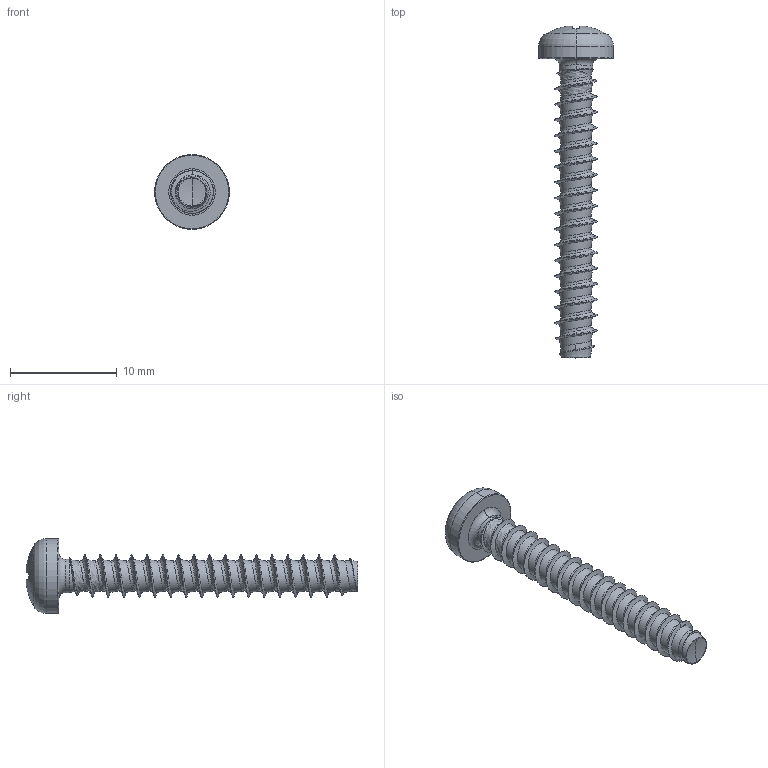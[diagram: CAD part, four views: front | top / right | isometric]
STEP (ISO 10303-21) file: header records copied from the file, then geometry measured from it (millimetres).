
FILE_DESCRIPTION (( 'STEP AP203' ), '1' );
FILE_NAME ('STP320400280.STEP', '2020-09-03T17:06:43', ( '' ), ( '' ), 'SwSTEP 2.0', 'SolidWorks 2015', '' );
FILE_SCHEMA (( 'CONFIG_CONTROL_DESIGN' ));
Length unit declared in the file: millimetre
Products named in the file (2): STP320400280
Bounding box: 7 x 31.05 x 7 mm (x, y, z)
Volume: 293.7 mm3; surface area: 542.7 mm2
Topology: 1 solids, 1 shells, 197 faces, 463 edges, 268 vertices
Faces by surface type: cylinder 62, bspline 51, torus 28, sphere 28, plane 22, cone 6
Entity records: 36036 total; most frequent: CARTESIAN_POINT 31866, ORIENTED_EDGE 922, DIRECTION 762, EDGE_CURVE 461, AXIS2_PLACEMENT_3D 335, VERTEX_POINT 268, EDGE_LOOP 199, FACE_OUTER_BOUND 197
